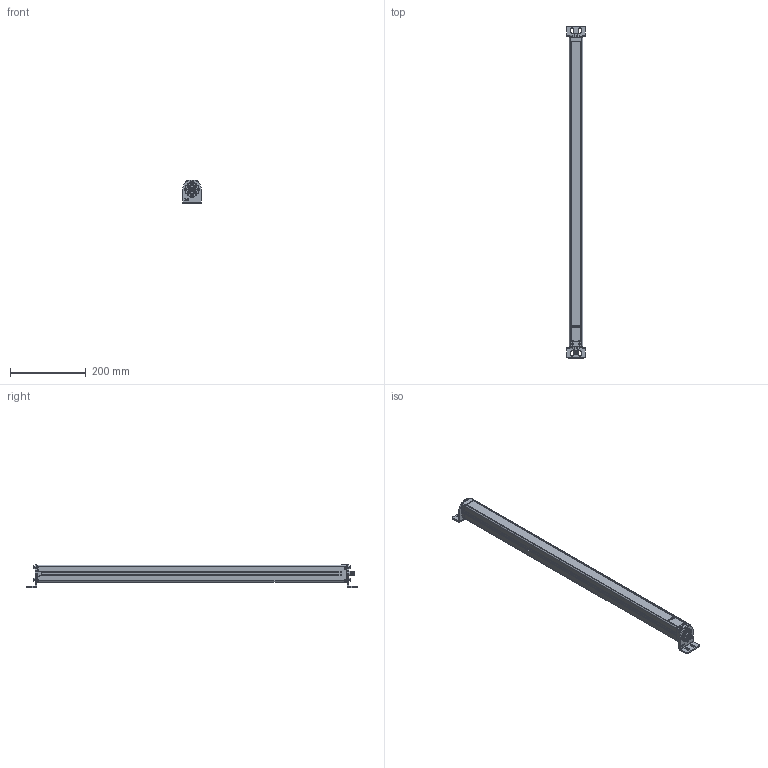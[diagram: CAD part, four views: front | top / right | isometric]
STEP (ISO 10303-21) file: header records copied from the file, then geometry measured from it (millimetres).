
FILE_DESCRIPTION((''),'2;1');
FILE_NAME('139505_SM01_ASM','2023-04-10T13:20:38',('banengservice'),('BANNER ENGINEERING'),'CREO PARAMETRIC BY PTC INC, 2022414','CREO PARAMETRIC BY PTC INC, 2022414','');
FILE_SCHEMA(('CONFIG_CONTROL_DESIGN'));
Products named in the file (4): 139505_EP01; 111087; 58892_GENERIC; 139505_SM01_ASM
Assembly tree (7 placements, depth 2):
  139505_SM01_ASM
    139505_EP01
    111087  x2
    58892_GENERIC  x4
Bounding box: 50 x 879 x 63 mm (x, y, z)
Volume: 1195290.5 mm3; surface area: 196525.8 mm2
Topology: 7 solids, 8 shells, 2262 faces, 6197 edges, 4024 vertices
Faces by surface type: plane 1307, cylinder 648, bspline 214, torus 54, sphere 38, cone 1
Entity records: 83000 total; most frequent: CARTESIAN_POINT 37422, ORIENTED_EDGE 10050, DIRECTION 8619, EDGE_CURVE 5025, VERTEX_POINT 3266, VECTOR 3115, LINE 3115, AXIS2_PLACEMENT_3D 2752
